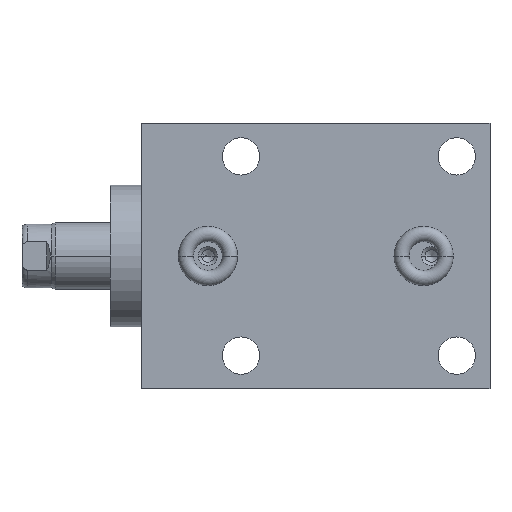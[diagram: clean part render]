
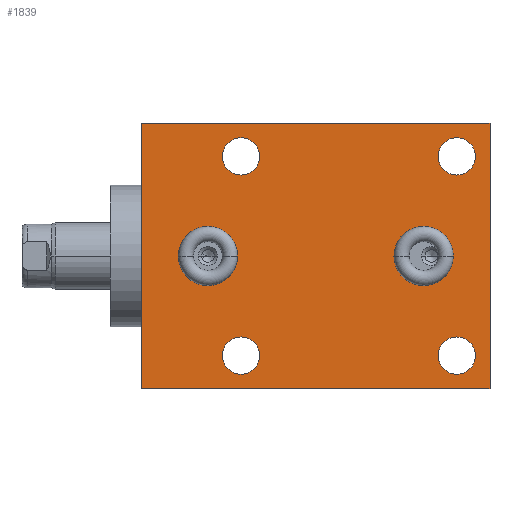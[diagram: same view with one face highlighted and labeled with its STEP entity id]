
A CAD part, front view. The second image highlights one B-rep face of the part: STEP entity #1839.
In plain terms, the highlighted planar face has unit normal (0, -1, 0).
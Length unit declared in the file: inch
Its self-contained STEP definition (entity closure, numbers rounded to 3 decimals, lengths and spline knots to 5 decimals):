
#26=DIRECTION('',(0.,0.,-1.));
#27=VECTOR('',#26,2.);
#28=CARTESIAN_POINT('',(0.,-0.553,1.));
#29=LINE('',#28,#27);
#209=DIRECTION('',(1.,0.,0.));
#210=VECTOR('',#209,2.625);
#211=CARTESIAN_POINT('',(0.,-0.553,1.));
#212=LINE('',#211,#210);
#216=CARTESIAN_POINT('',(0.75,-0.553,-0.75));
#217=DIRECTION('',(0.,-1.,0.));
#218=DIRECTION('',(1.,0.,0.));
#219=AXIS2_PLACEMENT_3D('',#216,#217,#218);
#224=CARTESIAN_POINT('',(0.75,-0.553,-0.75));
#225=DIRECTION('',(0.,-1.,0.));
#226=DIRECTION('',(-1.,0.,0.));
#227=AXIS2_PLACEMENT_3D('',#224,#225,#226);
#232=CARTESIAN_POINT('',(2.375,-0.553,-0.75));
#233=DIRECTION('',(0.,-1.,0.));
#234=DIRECTION('',(1.,0.,0.));
#235=AXIS2_PLACEMENT_3D('',#232,#233,#234);
#240=CARTESIAN_POINT('',(2.375,-0.553,-0.75));
#241=DIRECTION('',(0.,-1.,0.));
#242=DIRECTION('',(-1.,0.,0.));
#243=AXIS2_PLACEMENT_3D('',#240,#241,#242);
#248=CARTESIAN_POINT('',(0.75,-0.553,0.75));
#249=DIRECTION('',(0.,-1.,0.));
#250=DIRECTION('',(1.,0.,0.));
#251=AXIS2_PLACEMENT_3D('',#248,#249,#250);
#256=CARTESIAN_POINT('',(0.75,-0.553,0.75));
#257=DIRECTION('',(0.,-1.,0.));
#258=DIRECTION('',(-1.,0.,0.));
#259=AXIS2_PLACEMENT_3D('',#256,#257,#258);
#264=CARTESIAN_POINT('',(2.375,-0.553,0.75));
#265=DIRECTION('',(0.,-1.,0.));
#266=DIRECTION('',(1.,0.,0.));
#267=AXIS2_PLACEMENT_3D('',#264,#265,#266);
#272=CARTESIAN_POINT('',(2.375,-0.553,0.75));
#273=DIRECTION('',(0.,-1.,0.));
#274=DIRECTION('',(-1.,0.,0.));
#275=AXIS2_PLACEMENT_3D('',#272,#273,#274);
#280=CARTESIAN_POINT('',(0.5,-0.553,0.));
#281=DIRECTION('',(0.,1.,0.));
#282=DIRECTION('',(-1.,0.,0.));
#283=AXIS2_PLACEMENT_3D('',#280,#281,#282);
#288=CARTESIAN_POINT('',(0.5,-0.553,0.));
#289=DIRECTION('',(0.,1.,0.));
#290=DIRECTION('',(1.,0.,0.));
#291=AXIS2_PLACEMENT_3D('',#288,#289,#290);
#296=CARTESIAN_POINT('',(2.125,-0.553,0.));
#297=DIRECTION('',(0.,1.,0.));
#298=DIRECTION('',(-1.,0.,0.));
#299=AXIS2_PLACEMENT_3D('',#296,#297,#298);
#304=CARTESIAN_POINT('',(2.125,-0.553,0.));
#305=DIRECTION('',(0.,1.,0.));
#306=DIRECTION('',(1.,0.,0.));
#307=AXIS2_PLACEMENT_3D('',#304,#305,#306);
#354=DIRECTION('',(0.,0.,-1.));
#355=VECTOR('',#354,2.);
#356=CARTESIAN_POINT('',(2.625,-0.553,1.));
#357=LINE('',#356,#355);
#526=DIRECTION('',(1.,0.,0.));
#527=VECTOR('',#526,2.625);
#528=CARTESIAN_POINT('',(0.,-0.553,-1.));
#529=LINE('',#528,#527);
#1438=CARTESIAN_POINT('',(0.,-0.553,1.));
#1440=VERTEX_POINT('',#1438);
#1441=CARTESIAN_POINT('',(0.,-0.553,-1.));
#1442=VERTEX_POINT('',#1441);
#1445=CARTESIAN_POINT('',(2.625,-0.553,1.));
#1446=CARTESIAN_POINT('',(2.625,-0.553,-1.));
#1447=VERTEX_POINT('',#1445);
#1448=VERTEX_POINT('',#1446);
#1449=CARTESIAN_POINT('',(0.8905,-0.553,-0.75));
#1450=CARTESIAN_POINT('',(0.6095,-0.553,-0.75));
#1451=VERTEX_POINT('',#1449);
#1452=VERTEX_POINT('',#1450);
#1554=CARTESIAN_POINT('',(2.5155,-0.553,-0.75));
#1555=CARTESIAN_POINT('',(2.2345,-0.553,-0.75));
#1556=VERTEX_POINT('',#1554);
#1557=VERTEX_POINT('',#1555);
#1558=CARTESIAN_POINT('',(0.8905,-0.553,0.75));
#1559=CARTESIAN_POINT('',(0.6095,-0.553,0.75));
#1560=VERTEX_POINT('',#1558);
#1561=VERTEX_POINT('',#1559);
#1562=CARTESIAN_POINT('',(2.5155,-0.553,0.75));
#1563=CARTESIAN_POINT('',(2.2345,-0.553,0.75));
#1564=VERTEX_POINT('',#1562);
#1565=VERTEX_POINT('',#1563);
#1614=CARTESIAN_POINT('',(0.27675,-0.553,0.));
#1615=CARTESIAN_POINT('',(0.72325,-0.553,0.));
#1616=VERTEX_POINT('',#1614);
#1617=VERTEX_POINT('',#1615);
#1626=CARTESIAN_POINT('',(1.90175,-0.553,0.));
#1627=CARTESIAN_POINT('',(2.34825,-0.553,0.));
#1628=VERTEX_POINT('',#1626);
#1629=VERTEX_POINT('',#1627);
#1792=CARTESIAN_POINT('',(0.,-0.553,1.));
#1793=DIRECTION('',(0.,-1.,0.));
#1794=DIRECTION('',(0.,0.,-1.));
#1795=AXIS2_PLACEMENT_3D('',#1792,#1793,#1794);
#1796=PLANE('',#1795);
#1797=ORIENTED_EDGE('',*,*,#1675,.F.);
#1798=ORIENTED_EDGE('',*,*,#1699,.T.);
#1800=ORIENTED_EDGE('',*,*,#1799,.T.);
#1802=ORIENTED_EDGE('',*,*,#1801,.F.);
#1803=EDGE_LOOP('',(#1797,#1798,#1800,#1802));
#1804=FACE_OUTER_BOUND('',#1803,.F.);
#1806=ORIENTED_EDGE('',*,*,#1805,.T.);
#1808=ORIENTED_EDGE('',*,*,#1807,.T.);
#1809=EDGE_LOOP('',(#1806,#1808));
#1810=FACE_BOUND('',#1809,.F.);
#1812=ORIENTED_EDGE('',*,*,#1811,.T.);
#1814=ORIENTED_EDGE('',*,*,#1813,.T.);
#1815=EDGE_LOOP('',(#1812,#1814));
#1816=FACE_BOUND('',#1815,.F.);
#1818=ORIENTED_EDGE('',*,*,#1817,.T.);
#1820=ORIENTED_EDGE('',*,*,#1819,.T.);
#1821=EDGE_LOOP('',(#1818,#1820));
#1822=FACE_BOUND('',#1821,.F.);
#1823=ORIENTED_EDGE('',*,*,#1772,.T.);
#1824=ORIENTED_EDGE('',*,*,#1786,.T.);
#1825=EDGE_LOOP('',(#1823,#1824));
#1826=FACE_BOUND('',#1825,.F.);
#1828=ORIENTED_EDGE('',*,*,#1827,.F.);
#1830=ORIENTED_EDGE('',*,*,#1829,.F.);
#1831=EDGE_LOOP('',(#1828,#1830));
#1832=FACE_BOUND('',#1831,.F.);
#1834=ORIENTED_EDGE('',*,*,#1833,.F.);
#1836=ORIENTED_EDGE('',*,*,#1835,.F.);
#1837=EDGE_LOOP('',(#1834,#1836));
#1838=FACE_BOUND('',#1837,.F.);
#220=CIRCLE('',#219,0.1405);
#228=CIRCLE('',#227,0.1405);
#236=CIRCLE('',#235,0.1405);
#244=CIRCLE('',#243,0.1405);
#252=CIRCLE('',#251,0.1405);
#260=CIRCLE('',#259,0.1405);
#268=CIRCLE('',#267,0.1405);
#276=CIRCLE('',#275,0.1405);
#284=CIRCLE('',#283,0.22325);
#292=CIRCLE('',#291,0.22325);
#300=CIRCLE('',#299,0.22325);
#308=CIRCLE('',#307,0.22325);
#1675=EDGE_CURVE('',#1440,#1442,#29,.T.);
#1699=EDGE_CURVE('',#1440,#1447,#212,.T.);
#1772=EDGE_CURVE('',#1564,#1565,#268,.T.);
#1786=EDGE_CURVE('',#1565,#1564,#276,.T.);
#1799=EDGE_CURVE('',#1447,#1448,#357,.T.);
#1801=EDGE_CURVE('',#1442,#1448,#529,.T.);
#1805=EDGE_CURVE('',#1451,#1452,#220,.T.);
#1807=EDGE_CURVE('',#1452,#1451,#228,.T.);
#1811=EDGE_CURVE('',#1556,#1557,#236,.T.);
#1813=EDGE_CURVE('',#1557,#1556,#244,.T.);
#1817=EDGE_CURVE('',#1560,#1561,#252,.T.);
#1819=EDGE_CURVE('',#1561,#1560,#260,.T.);
#1827=EDGE_CURVE('',#1616,#1617,#284,.T.);
#1829=EDGE_CURVE('',#1617,#1616,#292,.T.);
#1833=EDGE_CURVE('',#1628,#1629,#300,.T.);
#1835=EDGE_CURVE('',#1629,#1628,#308,.T.);
#1839=ADVANCED_FACE('',(#1804,#1810,#1816,#1822,#1826,#1832,#1838),#1796,.T.);
